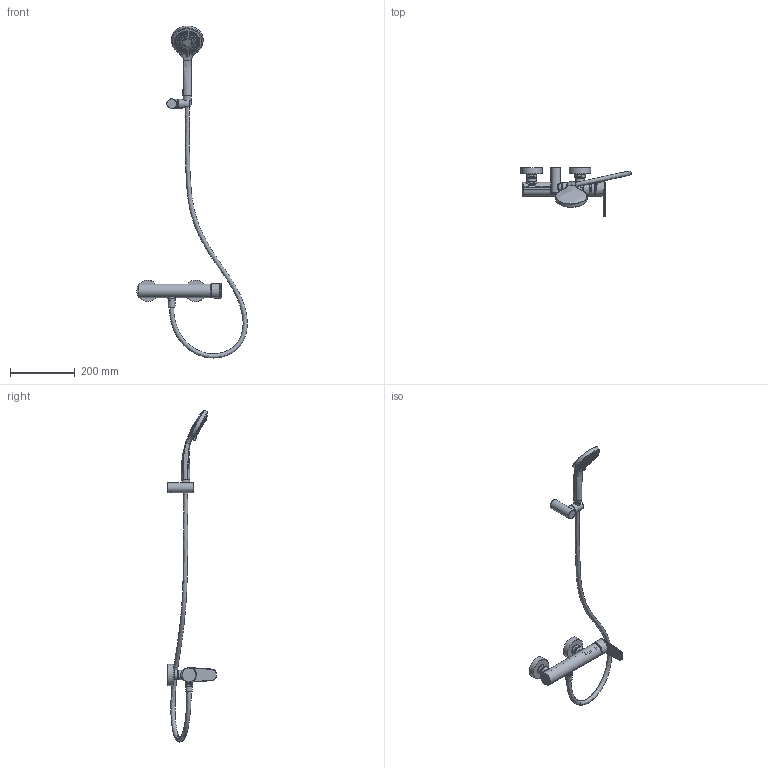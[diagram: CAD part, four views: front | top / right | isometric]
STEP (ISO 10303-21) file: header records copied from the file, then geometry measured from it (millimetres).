
FILE_DESCRIPTION (( 'STEP AP203' ), '1' );
FILE_NAME ('36CP03668.STEP', '2020-09-09T05:35:31', ( '' ), ( '' ), 'SwSTEP 2.0', 'SolidWorks 2018', '' );
FILE_SCHEMA (( 'CONFIG_CONTROL_DESIGN' ));
Length unit declared in the file: millimetre
Products named in the file (1): 36CP03668
Bounding box: 340.08 x 150.5 x 1022.27 mm (x, y, z)
Volume: 558718.7 mm3; surface area: 246621.7 mm2
Topology: 17 solids, 17 shells, 736 faces, 1627 edges, 1047 vertices
Faces by surface type: plane 260, cylinder 234, torus 94, bspline 88, cone 58, sphere 2
Full cylindrical faces by diameter (mm): 2 x9, 2.3 x1, 4 x72, 5 x2, 5.1 x2, 5.5 x1, 6 x1, 6.2 x1, 6.8 x1, 8 x2, 8.9 x1, 9.5 x1, 10 x1, 10.4 x2, 10.5 x1, 11 x1, 12.6 x1, 12.8 x1, 13 x2, 13.4 x1, 13.6 x1, 14 x1, 15 x2, 16 x2, 16.5 x3, 17.7 x1, 18 x2, 18.1 x1, 18.3 x3, 18.5 x1
Entity records: 37268 total; most frequent: CARTESIAN_POINT 23920, DIRECTION 2422, ORIENTED_EDGE 2398, EDGE_CURVE 1199, EDGE_LOOP 1197, AXIS2_PLACEMENT_3D 1090, FACE_OUTER_BOUND 992, VERTEX_POINT 924
